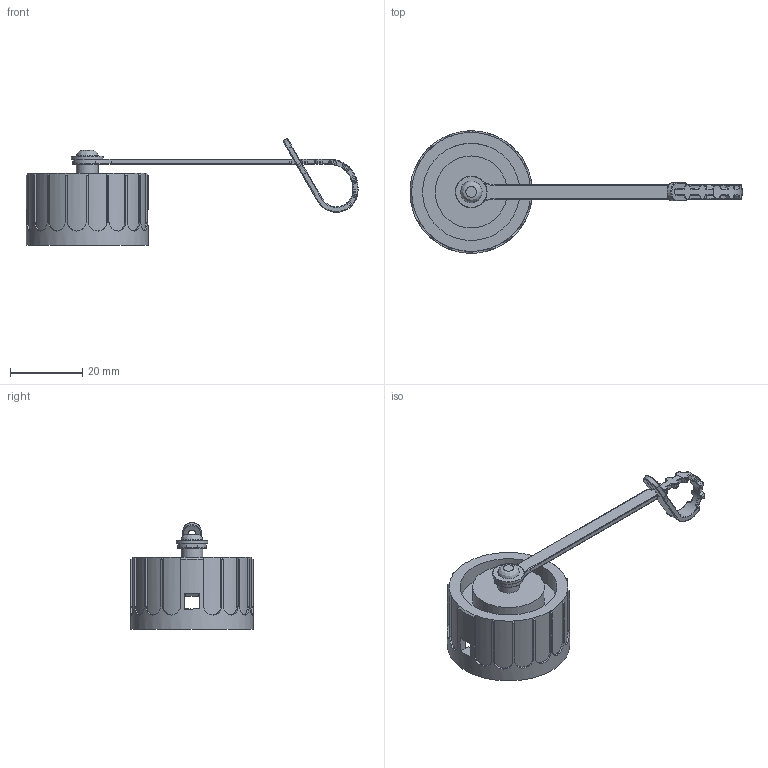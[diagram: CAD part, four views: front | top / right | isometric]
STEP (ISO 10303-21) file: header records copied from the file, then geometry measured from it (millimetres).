
FILE_DESCRIPTION(/* description */ (''),/* implementation_level */ '2;1');
FILE_NAME(/* name */ 'c016 00u000 001 1nxc001-04.stp',/* time_stamp */ '2019-06-07T14:45:34+02:00',/* author */ (''),/* organization */ (''),/* preprocessor_version */ 'ST-DEVELOPER v16.7',/* originating_system */ 'SIEMENS PLM Software NX 12.0',/* authorisation */ '');
FILE_SCHEMA (('AUTOMOTIVE_DESIGN { 1 0 10303 214 3 1 1 1 }'));
Length unit declared in the file: millimetre
Products named in the file (1): c016 00u000 001 1nxc001-04
Bounding box: 92.22 x 34 x 29.68 mm (x, y, z)
Volume: 7234.1 mm3; surface area: 8221.1 mm2
Topology: 1 solids, 3 shells, 481 faces, 1190 edges, 716 vertices
Faces by surface type: cylinder 163, bspline 145, plane 139, cone 20, torus 14
Full cylindrical faces by diameter (mm): 4 x2, 4.3 x1, 6 x1, 8.8 x1, 18 x1, 20 x1, 22 x2, 27 x1, 30.2 x1, 34 x1
Entity records: 21103 total; most frequent: CARTESIAN_POINT 7309, ORIENTED_EDGE 2310, DIRECTION 2032, EDGE_CURVE 1155, AXIS2_PLACEMENT_3D 808, VERTEX_POINT 702, EDGE_LOOP 525, ADVANCED_FACE 481
